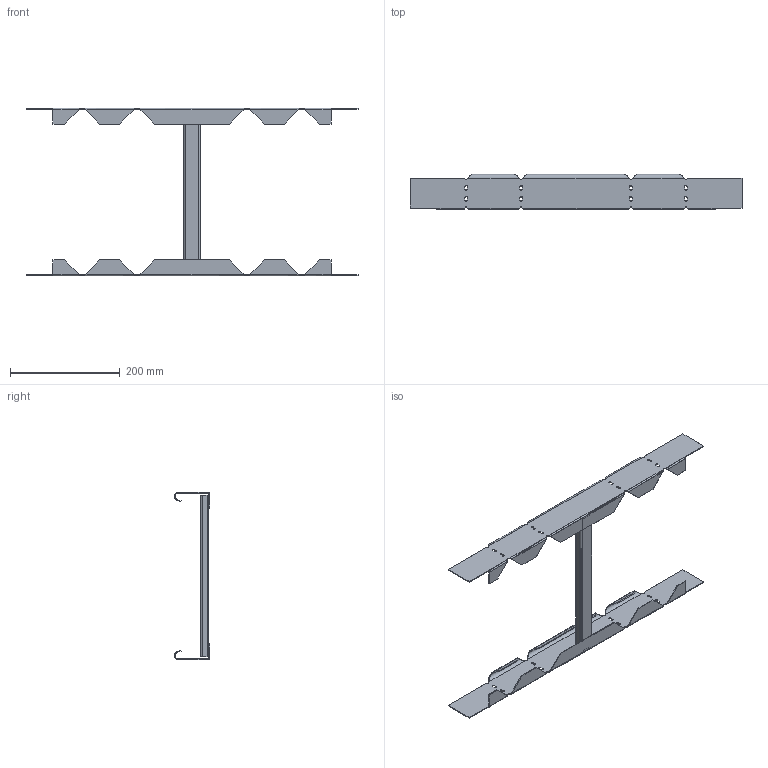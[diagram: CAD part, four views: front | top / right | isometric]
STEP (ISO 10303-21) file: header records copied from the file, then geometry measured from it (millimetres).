
FILE_DESCRIPTION (( 'STEP AP214' ), '1' );
FILE_NAME ('6225732.stp', '2016-09-19T11:06:52', ( '' ), ( '' ), 'SwSTEP 2.0', 'SolidWorks 2014', '' );
FILE_SCHEMA (( 'AUTOMOTIVE_DESIGN' ));
Length unit declared in the file: millimetre
Products named in the file (3): 082700_Gerade; 088080_L293; 6225732
Assembly tree (3 placements, depth 2):
  6225732
    088080_L293
    082700_Gerade  x2
Bounding box: 604 x 64 x 304.2 mm (x, y, z)
Volume: 180445.8 mm3; surface area: 246845.5 mm2
Topology: 3 solids, 3 shells, 310 faces, 752 edges, 448 vertices
Faces by surface type: plane 194, cylinder 88, bspline 28
Entity records: 5620 total; most frequent: CARTESIAN_POINT 1604, ORIENTED_EDGE 828, DIRECTION 758, EDGE_CURVE 414, LINE 290, VECTOR 290, VERTEX_POINT 244, AXIS2_PLACEMENT_3D 234
